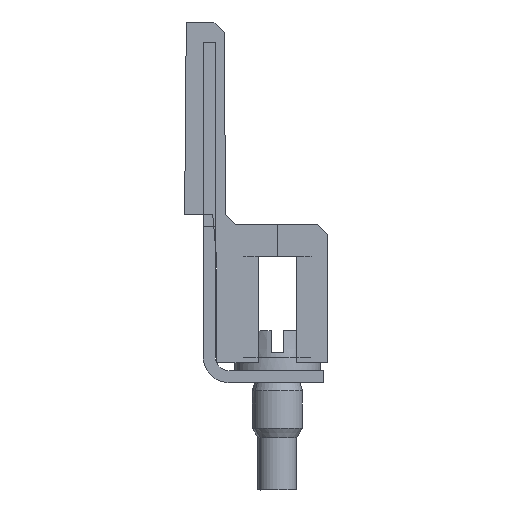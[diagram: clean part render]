
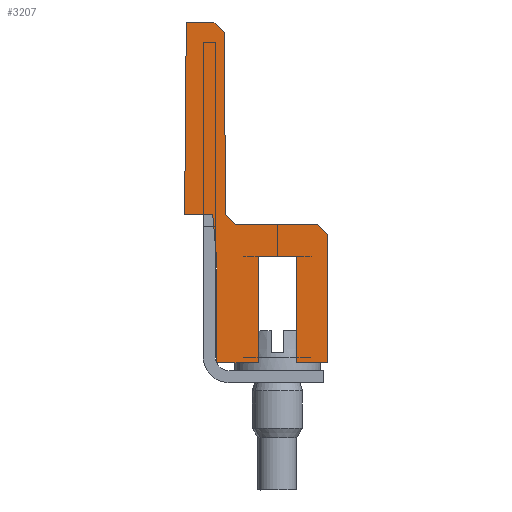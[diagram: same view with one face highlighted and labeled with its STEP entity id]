
A CAD part, left-side view. The second image highlights one B-rep face of the part: STEP entity #3207.
In plain terms, the highlighted planar face has unit normal (-1, 0, 0).
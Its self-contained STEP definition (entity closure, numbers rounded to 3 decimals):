
#3167=AXIS2_PLACEMENT_3D('Plane Axis2P3D',#3164,#3165,#3166) ;
#210=CARTESIAN_POINT('Vertex',(0.163,5.154,22.852)) ;
#213=CARTESIAN_POINT('Line Origine',(0.163,5.115,18.305)) ;
#217=CARTESIAN_POINT('Vertex',(0.163,5.075,13.757)) ;
#1465=CARTESIAN_POINT('Vertex',(0.163,4.575,13.257)) ;
#1468=CARTESIAN_POINT('Line Origine',(0.163,4.825,13.507)) ;
#1489=CARTESIAN_POINT('Vertex',(0.162,0.5,13.257)) ;
#1492=CARTESIAN_POINT('Line Origine',(0.163,2.538,13.257)) ;
#1531=CARTESIAN_POINT('Vertex',(0.163,0.,12.757)) ;
#1534=CARTESIAN_POINT('Line Origine',(0.162,0.25,13.007)) ;
#1551=CARTESIAN_POINT('Line Origine',(0.163,0.,9.557)) ;
#1555=CARTESIAN_POINT('Vertex',(0.163,0.,6.357)) ;
#1575=CARTESIAN_POINT('Line Origine',(0.163,0.778,6.357)) ;
#1579=CARTESIAN_POINT('Vertex',(0.163,1.557,6.357)) ;
#1603=CARTESIAN_POINT('Vertex',(0.163,1.557,11.657)) ;
#1606=CARTESIAN_POINT('Line Origine',(0.163,1.557,9.007)) ;
#1623=CARTESIAN_POINT('Line Origine',(0.163,2.5,11.657)) ;
#1627=CARTESIAN_POINT('Vertex',(0.163,3.443,11.657)) ;
#1660=CARTESIAN_POINT('Line Origine',(0.163,3.443,9.007)) ;
#1664=CARTESIAN_POINT('Vertex',(0.163,3.443,6.357)) ;
#1679=CARTESIAN_POINT('Line Origine',(0.163,4.484,6.357)) ;
#1683=CARTESIAN_POINT('Vertex',(0.163,5.525,6.357)) ;
#1707=CARTESIAN_POINT('Vertex',(0.163,5.525,11.482)) ;
#1710=CARTESIAN_POINT('Line Origine',(0.163,5.525,8.919)) ;
#1731=CARTESIAN_POINT('Vertex',(0.163,5.724,13.754)) ;
#1734=CARTESIAN_POINT('Line Origine',(0.163,5.624,12.618)) ;
#1751=CARTESIAN_POINT('Line Origine',(0.163,5.724,13.755)) ;
#1755=CARTESIAN_POINT('Vertex',(0.163,5.724,13.757)) ;
#3144=CARTESIAN_POINT('Vertex',(0.163,5.659,23.357)) ;
#3147=CARTESIAN_POINT('Line Origine',(0.162,5.407,23.105)) ;
#3164=CARTESIAN_POINT('Axis2P3D Location',(0.163,2.5,6.357)) ;
#3169=CARTESIAN_POINT('Line Origine',(0.163,6.424,13.757)) ;
#3173=CARTESIAN_POINT('Vertex',(0.163,7.125,13.757)) ;
#3176=CARTESIAN_POINT('Line Origine',(0.163,6.35,23.357)) ;
#3180=CARTESIAN_POINT('Vertex',(0.163,7.041,23.357)) ;
#3183=CARTESIAN_POINT('Line Origine',(0.163,7.083,18.557)) ;
#214=DIRECTION('Vector Direction',(0.,-0.009,-1.)) ;
#1469=DIRECTION('Vector Direction',(0.,0.707,0.707)) ;
#1493=DIRECTION('Vector Direction',(0.,-1.,0.)) ;
#1535=DIRECTION('Vector Direction',(0.,-0.707,-0.707)) ;
#1552=DIRECTION('Vector Direction',(0.,0.,-1.)) ;
#1576=DIRECTION('Vector Direction',(0.,-1.,0.)) ;
#1607=DIRECTION('Vector Direction',(0.,0.,-1.)) ;
#1624=DIRECTION('Vector Direction',(0.,-1.,0.)) ;
#1661=DIRECTION('Vector Direction',(0.,0.,-1.)) ;
#1680=DIRECTION('Vector Direction',(0.,-1.,0.)) ;
#1711=DIRECTION('Vector Direction',(0.,0.,-1.)) ;
#1735=DIRECTION('Vector Direction',(0.,-0.087,-0.996)) ;
#1752=DIRECTION('Vector Direction',(0.,0.,-1.)) ;
#3148=DIRECTION('Vector Direction',(0.,-0.707,-0.707)) ;
#3165=DIRECTION('Axis2P3D Direction',(-1.,0.,0.)) ;
#3166=DIRECTION('Axis2P3D XDirection',(0.,-1.,0.)) ;
#3170=DIRECTION('Vector Direction',(0.,-1.,0.)) ;
#3177=DIRECTION('Vector Direction',(0.,-1.,0.)) ;
#3184=DIRECTION('Vector Direction',(0.,0.009,-1.)) ;
#215=VECTOR('Line Direction',#214,1.) ;
#1470=VECTOR('Line Direction',#1469,1.) ;
#1494=VECTOR('Line Direction',#1493,1.) ;
#1536=VECTOR('Line Direction',#1535,1.) ;
#1553=VECTOR('Line Direction',#1552,1.) ;
#1577=VECTOR('Line Direction',#1576,1.) ;
#1608=VECTOR('Line Direction',#1607,1.) ;
#1625=VECTOR('Line Direction',#1624,1.) ;
#1662=VECTOR('Line Direction',#1661,1.) ;
#1681=VECTOR('Line Direction',#1680,1.) ;
#1712=VECTOR('Line Direction',#1711,1.) ;
#1736=VECTOR('Line Direction',#1735,1.) ;
#1753=VECTOR('Line Direction',#1752,1.) ;
#3149=VECTOR('Line Direction',#3148,1.) ;
#3171=VECTOR('Line Direction',#3170,1.) ;
#3178=VECTOR('Line Direction',#3177,1.) ;
#3185=VECTOR('Line Direction',#3184,1.) ;
#3189=ORIENTED_EDGE('',*,*,#3175,.T.) ;
#3190=ORIENTED_EDGE('',*,*,#1757,.T.) ;
#3191=ORIENTED_EDGE('',*,*,#1738,.T.) ;
#3192=ORIENTED_EDGE('',*,*,#1714,.T.) ;
#3193=ORIENTED_EDGE('',*,*,#1685,.T.) ;
#3194=ORIENTED_EDGE('',*,*,#1666,.T.) ;
#3195=ORIENTED_EDGE('',*,*,#1629,.T.) ;
#3196=ORIENTED_EDGE('',*,*,#1610,.F.) ;
#3197=ORIENTED_EDGE('',*,*,#1581,.T.) ;
#3198=ORIENTED_EDGE('',*,*,#1557,.T.) ;
#3199=ORIENTED_EDGE('',*,*,#1538,.F.) ;
#3200=ORIENTED_EDGE('',*,*,#1496,.T.) ;
#3201=ORIENTED_EDGE('',*,*,#1472,.T.) ;
#3202=ORIENTED_EDGE('',*,*,#219,.T.) ;
#3203=ORIENTED_EDGE('',*,*,#3151,.F.) ;
#3204=ORIENTED_EDGE('',*,*,#3182,.T.) ;
#3205=ORIENTED_EDGE('',*,*,#3187,.T.) ;
#3207=ADVANCED_FACE('KU_WQV2.5/32',(#3206),#3168,.T.) ;
#219=EDGE_CURVE('',#218,#211,#216,.F.) ;
#1472=EDGE_CURVE('',#1466,#218,#1471,.T.) ;
#1496=EDGE_CURVE('',#1490,#1466,#1495,.F.) ;
#1538=EDGE_CURVE('',#1490,#1532,#1537,.T.) ;
#1557=EDGE_CURVE('',#1556,#1532,#1554,.F.) ;
#1581=EDGE_CURVE('',#1580,#1556,#1578,.T.) ;
#1610=EDGE_CURVE('',#1580,#1604,#1609,.F.) ;
#1629=EDGE_CURVE('',#1628,#1604,#1626,.T.) ;
#1666=EDGE_CURVE('',#1665,#1628,#1663,.F.) ;
#1685=EDGE_CURVE('',#1684,#1665,#1682,.T.) ;
#1714=EDGE_CURVE('',#1708,#1684,#1713,.T.) ;
#1738=EDGE_CURVE('',#1732,#1708,#1737,.T.) ;
#1757=EDGE_CURVE('',#1756,#1732,#1754,.T.) ;
#3151=EDGE_CURVE('',#3145,#211,#3150,.T.) ;
#3175=EDGE_CURVE('',#3174,#1756,#3172,.T.) ;
#3182=EDGE_CURVE('',#3145,#3181,#3179,.F.) ;
#3187=EDGE_CURVE('',#3181,#3174,#3186,.T.) ;
#3188=EDGE_LOOP('',(#3189,#3190,#3191,#3192,#3193,#3194,#3195,#3196,#3197,#3198,#3199,#3200,#3201,#3202,#3203,#3204,#3205)) ;
#3206=FACE_OUTER_BOUND('',#3188,.T.) ;
#216=LINE('Line',#213,#215) ;
#1471=LINE('Line',#1468,#1470) ;
#1495=LINE('Line',#1492,#1494) ;
#1537=LINE('Line',#1534,#1536) ;
#1554=LINE('Line',#1551,#1553) ;
#1578=LINE('Line',#1575,#1577) ;
#1609=LINE('Line',#1606,#1608) ;
#1626=LINE('Line',#1623,#1625) ;
#1663=LINE('Line',#1660,#1662) ;
#1682=LINE('Line',#1679,#1681) ;
#1713=LINE('Line',#1710,#1712) ;
#1737=LINE('Line',#1734,#1736) ;
#1754=LINE('Line',#1751,#1753) ;
#3150=LINE('Line',#3147,#3149) ;
#3172=LINE('Line',#3169,#3171) ;
#3179=LINE('Line',#3176,#3178) ;
#3186=LINE('Line',#3183,#3185) ;
#3168=PLANE('',#3167) ;
#211=VERTEX_POINT('',#210) ;
#218=VERTEX_POINT('',#217) ;
#1466=VERTEX_POINT('',#1465) ;
#1490=VERTEX_POINT('',#1489) ;
#1532=VERTEX_POINT('',#1531) ;
#1556=VERTEX_POINT('',#1555) ;
#1580=VERTEX_POINT('',#1579) ;
#1604=VERTEX_POINT('',#1603) ;
#1628=VERTEX_POINT('',#1627) ;
#1665=VERTEX_POINT('',#1664) ;
#1684=VERTEX_POINT('',#1683) ;
#1708=VERTEX_POINT('',#1707) ;
#1732=VERTEX_POINT('',#1731) ;
#1756=VERTEX_POINT('',#1755) ;
#3145=VERTEX_POINT('',#3144) ;
#3174=VERTEX_POINT('',#3173) ;
#3181=VERTEX_POINT('',#3180) ;
